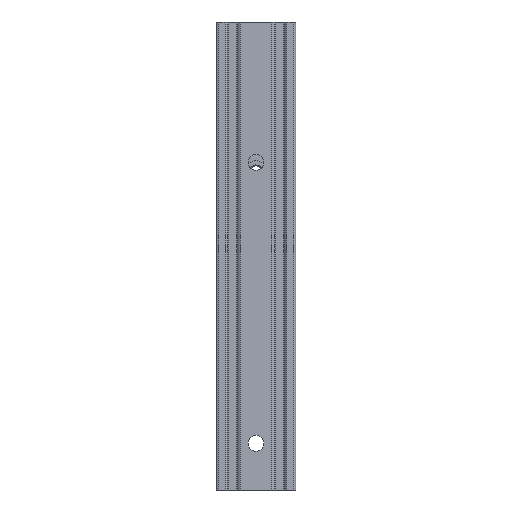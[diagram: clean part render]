
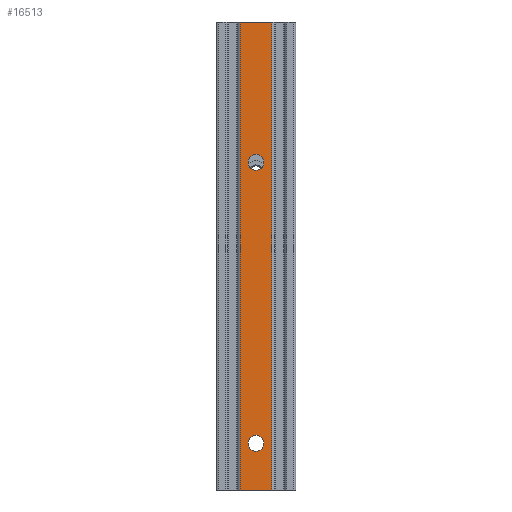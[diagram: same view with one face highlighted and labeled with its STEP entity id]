
A CAD part, front view. The second image highlights one B-rep face of the part: STEP entity #16513.
In plain terms, the highlighted planar face has unit normal (0, -1, 0).
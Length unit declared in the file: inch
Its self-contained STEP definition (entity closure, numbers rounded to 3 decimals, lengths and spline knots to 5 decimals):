
#181 = DIRECTION ( 'NONE',  ( 0., 0., 1. ) ) ;
#262 = EDGE_LOOP ( 'NONE', ( #6396, #733, #2295, #1469 ) ) ;
#261 = DIRECTION ( 'NONE',  ( 0., 1., 0. ) ) ;
#271 = CARTESIAN_POINT ( 'NONE',  ( -0.13372, 0., -3.937 ) ) ;
#298 = AXIS2_PLACEMENT_3D ( 'NONE', #12285, #16159, #8732 ) ;
#733 = ORIENTED_EDGE ( 'NONE', *, *, #5032, .F. ) ;
#757 = ORIENTED_EDGE ( 'NONE', *, *, #3790, .T. ) ;
#989 = CARTESIAN_POINT ( 'NONE',  ( 0., 0., -1.1811 ) ) ;
#1111 = EDGE_CURVE ( 'NONE', #11377, #7971, #7545, .T. ) ;
#1147 = DIRECTION ( 'NONE',  ( 0., -1., 0. ) ) ;
#1222 = DIRECTION ( 'NONE',  ( 0., 0., -1. ) ) ;
#1469 = ORIENTED_EDGE ( 'NONE', *, *, #3305, .T. ) ;
#1475 = VERTEX_POINT ( 'NONE', #16142 ) ;
#1799 = EDGE_CURVE ( 'NONE', #13552, #14640, #11860, .T. ) ;
#2258 = DIRECTION ( 'NONE',  ( 0., 1., 0. ) ) ;
#2295 = ORIENTED_EDGE ( 'NONE', *, *, #1799, .T. ) ;
#2384 = VERTEX_POINT ( 'NONE', #11593 ) ;
#2521 = CIRCLE ( 'NONE', #10281, 0.06693 ) ;
#2527 = VERTEX_POINT ( 'NONE', #6051 ) ;
#2682 = ORIENTED_EDGE ( 'NONE', *, *, #6653, .T. ) ;
#2872 = CIRCLE ( 'NONE', #6904, 0.06693 ) ;
#3305 = EDGE_CURVE ( 'NONE', #14640, #8870, #14797, .T. ) ;
#3347 = CARTESIAN_POINT ( 'NONE',  ( -0.13372, 0., -3.937 ) ) ;
#3585 = FACE_BOUND ( 'NONE', #7337, .T. ) ;
#3790 = EDGE_CURVE ( 'NONE', #2527, #2384, #2872, .T. ) ;
#4187 = CARTESIAN_POINT ( 'NONE',  ( 0., 0., -3.47638 ) ) ;
#5032 = EDGE_CURVE ( 'NONE', #13552, #1475, #6016, .T. ) ;
#6016 = LINE ( 'NONE', #8678, #7841 ) ;
#6051 = CARTESIAN_POINT ( 'NONE',  ( 0., 0., -1.24803 ) ) ;
#6072 = CARTESIAN_POINT ( 'NONE',  ( -0.13372, 0., 0. ) ) ;
#6106 = FACE_BOUND ( 'NONE', #13934, .T. ) ;
#6117 = DIRECTION ( 'NONE',  ( 0., 0., 1. ) ) ;
#6349 = FACE_OUTER_BOUND ( 'NONE', #262, .T. ) ;
#6396 = ORIENTED_EDGE ( 'NONE', *, *, #13179, .F. ) ;
#6653 = EDGE_CURVE ( 'NONE', #7971, #11377, #9856, .T. ) ;
#6904 = AXIS2_PLACEMENT_3D ( 'NONE', #989, #2258, #6117 ) ;
#7003 = DIRECTION ( 'NONE',  ( 1., 0., 0. ) ) ;
#7268 = DIRECTION ( 'NONE',  ( 0., 0., 1. ) ) ;
#7337 = EDGE_LOOP ( 'NONE', ( #16194, #2682 ) ) ;
#7545 = CIRCLE ( 'NONE', #298, 0.06693 ) ;
#7841 = VECTOR ( 'NONE', #8524, 39.37008 ) ;
#7971 = VERTEX_POINT ( 'NONE', #8070 ) ;
#8070 = CARTESIAN_POINT ( 'NONE',  ( 0., 0., -3.61024 ) ) ;
#8524 = DIRECTION ( 'NONE',  ( 0., 0., 1. ) ) ;
#8678 = CARTESIAN_POINT ( 'NONE',  ( -0.13372, 0., -3.937 ) ) ;
#8732 = DIRECTION ( 'NONE',  ( 0., 0., 1. ) ) ;
#8870 = VERTEX_POINT ( 'NONE', #13670 ) ;
#8992 = CARTESIAN_POINT ( 'NONE',  ( 0., 0., -3.54331 ) ) ;
#9760 = LINE ( 'NONE', #6072, #13567 ) ;
#9856 = CIRCLE ( 'NONE', #11997, 0.06693 ) ;
#10127 = PLANE ( 'NONE',  #14704 ) ;
#10281 = AXIS2_PLACEMENT_3D ( 'NONE', #12218, #11039, #7268 ) ;
#10514 = VECTOR ( 'NONE', #11532, 39.37008 ) ;
#11039 = DIRECTION ( 'NONE',  ( 0., 1., 0. ) ) ;
#11064 = ORIENTED_EDGE ( 'NONE', *, *, #13899, .T. ) ;
#11377 = VERTEX_POINT ( 'NONE', #4187 ) ;
#11532 = DIRECTION ( 'NONE',  ( 1., 0., 0. ) ) ;
#11593 = CARTESIAN_POINT ( 'NONE',  ( 0., 0., -1.11417 ) ) ;
#11860 = LINE ( 'NONE', #271, #10514 ) ;
#11997 = AXIS2_PLACEMENT_3D ( 'NONE', #8992, #261, #181 ) ;
#12012 = CARTESIAN_POINT ( 'NONE',  ( 0.13372, 0., -3.937 ) ) ;
#12094 = DIRECTION ( 'NONE',  ( 0., 0., 1. ) ) ;
#12218 = CARTESIAN_POINT ( 'NONE',  ( 0., 0., -1.1811 ) ) ;
#12285 = CARTESIAN_POINT ( 'NONE',  ( 0., 0., -3.54331 ) ) ;
#12541 = CARTESIAN_POINT ( 'NONE',  ( 0.13372, 0., -3.937 ) ) ;
#12566 = CARTESIAN_POINT ( 'NONE',  ( -0.13372, 0., -3.937 ) ) ;
#13179 = EDGE_CURVE ( 'NONE', #1475, #8870, #9760, .T. ) ;
#13552 = VERTEX_POINT ( 'NONE', #3347 ) ;
#13567 = VECTOR ( 'NONE', #7003, 39.37008 ) ;
#13670 = CARTESIAN_POINT ( 'NONE',  ( 0.13372, 0., 0. ) ) ;
#13899 = EDGE_CURVE ( 'NONE', #2384, #2527, #2521, .T. ) ;
#13934 = EDGE_LOOP ( 'NONE', ( #11064, #757 ) ) ;
#14640 = VERTEX_POINT ( 'NONE', #12541 ) ;
#14683 = VECTOR ( 'NONE', #12094, 39.37008 ) ;
#14704 = AXIS2_PLACEMENT_3D ( 'NONE', #12566, #1147, #1222 ) ;
#14797 = LINE ( 'NONE', #12012, #14683 ) ;
#16142 = CARTESIAN_POINT ( 'NONE',  ( -0.13372, 0., 0. ) ) ;
#16159 = DIRECTION ( 'NONE',  ( 0., 1., 0. ) ) ;
#16194 = ORIENTED_EDGE ( 'NONE', *, *, #1111, .T. ) ;
#16513 = ADVANCED_FACE ( 'NONE', ( #3585, #6106, #6349 ), #10127, .T. ) ;
